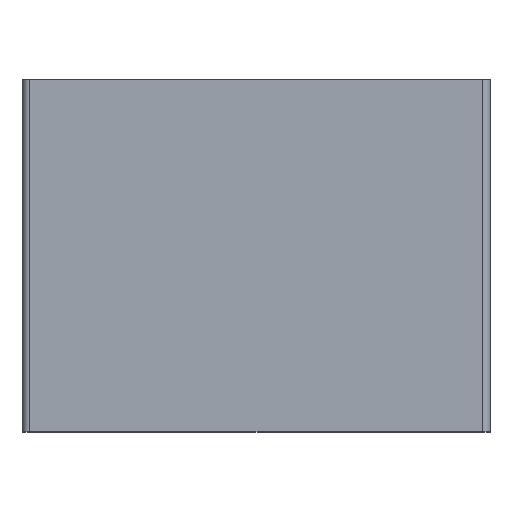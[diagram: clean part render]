
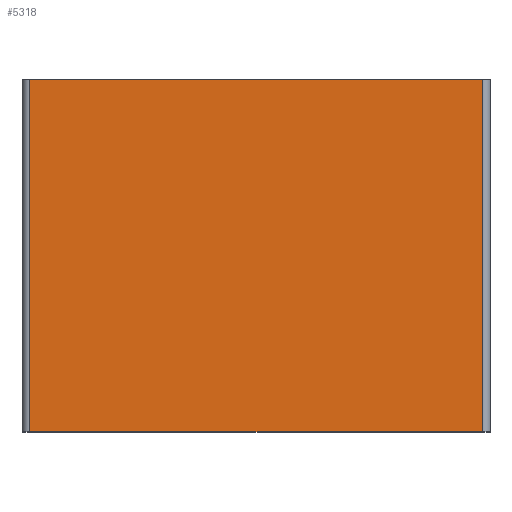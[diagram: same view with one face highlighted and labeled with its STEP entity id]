
A CAD part, top view. The second image highlights one B-rep face of the part: STEP entity #5318.
In plain terms, the highlighted planar face has unit normal (0, 0, 1).
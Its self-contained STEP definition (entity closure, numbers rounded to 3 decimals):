
#251=FACE_OUTER_BOUND('',#548,.T.);
#548=EDGE_LOOP('',(#3637,#3638,#3639,#3640));
#894=LINE('',#7267,#1564);
#931=LINE('',#7344,#1601);
#932=LINE('',#7346,#1602);
#933=LINE('',#7347,#1603);
#1564=VECTOR('',#6017,1.);
#1601=VECTOR('',#6060,1.);
#1602=VECTOR('',#6061,1.);
#1603=VECTOR('',#6062,1.);
#2224=VERTEX_POINT('',#7264);
#2225=VERTEX_POINT('',#7266);
#2262=VERTEX_POINT('',#7343);
#2263=VERTEX_POINT('',#7345);
#2762=EDGE_CURVE('',#2225,#2224,#894,.T.);
#2801=EDGE_CURVE('',#2224,#2262,#931,.T.);
#2802=EDGE_CURVE('',#2263,#2262,#932,.T.);
#2803=EDGE_CURVE('',#2263,#2225,#933,.T.);
#3637=ORIENTED_EDGE('',*,*,#2762,.T.);
#3638=ORIENTED_EDGE('',*,*,#2801,.T.);
#3639=ORIENTED_EDGE('',*,*,#2802,.F.);
#3640=ORIENTED_EDGE('',*,*,#2803,.T.);
#5083=PLANE('',#5641);
#5318=ADVANCED_FACE('',(#251),#5083,.F.);
#5641=AXIS2_PLACEMENT_3D('',#7342,#6058,#6059);
#6017=DIRECTION('',(1.,0.,0.));
#6058=DIRECTION('center_axis',(0.,0.,-1.));
#6059=DIRECTION('ref_axis',(0.,1.,0.));
#6060=DIRECTION('',(0.,1.,0.));
#6061=DIRECTION('',(1.,0.,0.));
#6062=DIRECTION('',(0.,-1.,0.));
#7264=CARTESIAN_POINT('',(5.915,-4.6,5.5));
#7266=CARTESIAN_POINT('',(-5.915,-4.6,5.5));
#7267=CARTESIAN_POINT('',(-6.115,-4.6,5.5));
#7342=CARTESIAN_POINT('Origin',(-6.115,4.6,5.5));
#7343=CARTESIAN_POINT('',(5.915,4.6,5.5));
#7344=CARTESIAN_POINT('',(5.915,4.6,5.5));
#7345=CARTESIAN_POINT('',(-5.915,4.6,5.5));
#7346=CARTESIAN_POINT('',(-6.115,4.6,5.5));
#7347=CARTESIAN_POINT('',(-5.915,4.6,5.5));
